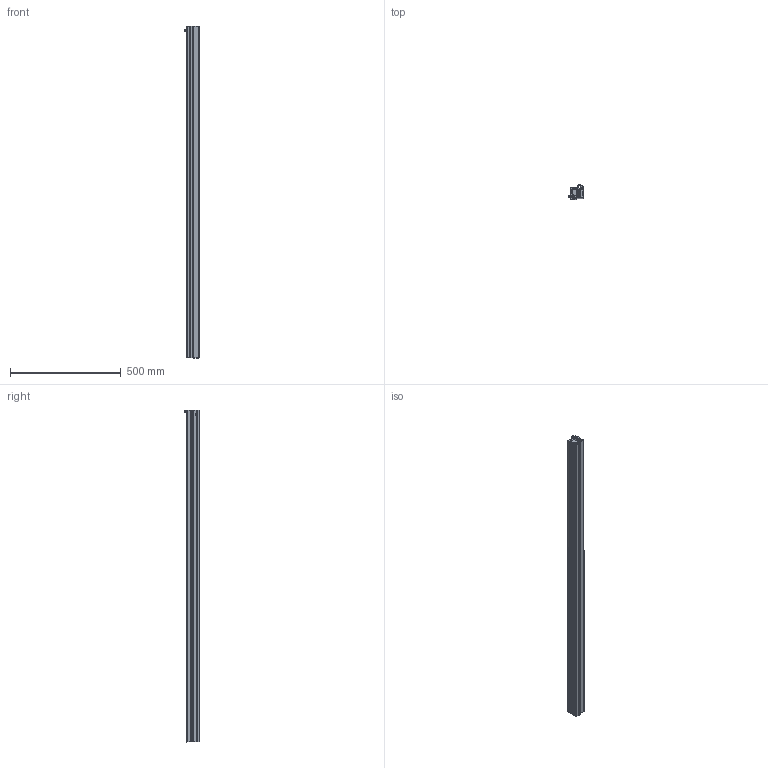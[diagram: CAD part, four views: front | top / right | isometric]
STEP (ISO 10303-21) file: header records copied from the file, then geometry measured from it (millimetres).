
FILE_DESCRIPTION (( 'STEP AP214' ), '1' );
FILE_NAME ('9000.1500-GA.0000.li_closed.STEP', '2023-03-13T18:12:40', ( '' ), ( '' ), 'SwSTEP 2.0', 'SolidWorks 2020', '' );
FILE_SCHEMA (( 'AUTOMOTIVE_DESIGN' ));
Length unit declared in the file: millimetre
Products named in the file (16): 9000.XXX-01.0000.li_NL 1500; AG-025; DIN7984_M 6 x 20 - D79840005; N61-157_N61-157 mit Schrauben; N61-098_mit Bohrungen; 9000.XXX-03.0000.li_NL 1500; N61-158_P001; 9000.1500-GA.0000.li_closed; N61-150; N61-181_N61-181 + M6x20 DIN7984; KR-081_KR-081 (Rolle mit SPAG); DIN557_M 6 - D05570001; N61-155_N61-155 mit Schrauben; KR-081_KR-081
Assembly tree (23 placements, depth 5):
  9000.1500-GA.0000.li_closed
    9000.XXX-01.0000.li_NL 1500
      9000.XXX-01.0000.li_NL 1500
      N61-157_N61-157 mit Schrauben
        N61-098_mit Bohrungen
        KR-081_KR-081 (Rolle mit SPAG)
          KR-081_KR-081
          N61-150
        DIN7984_M 6 x 20 - D79840005  x2
      N61-181_N61-181 + M6x20 DIN7984  x2
        AG-025
        N61-158_P001
        DIN7984_M 6 x 20 - D79840005
      DIN557_M 6 - D05570001
    9000.XXX-03.0000.li_NL 1500
      9000.XXX-03.0000.li_NL 1500
      N61-155_N61-155 mit Schrauben
        N61-098_mit Bohrungen
        KR-081_KR-081 (Rolle mit SPAG)
          KR-081_KR-081
          N61-150
        DIN7984_M 6 x 20 - D79840005  x2
      DIN557_M 6 - D05570001
Bounding box: 64 x 68.32 x 1498.04 mm (x, y, z)
Volume: 2077606.4 mm3; surface area: 780114.2 mm2
Topology: 20 solids, 20 shells, 1385 faces, 3419 edges, 2114 vertices
Faces by surface type: plane 480, torus 388, cone 256, cylinder 211, bspline 50
Entity records: 23441 total; most frequent: CARTESIAN_POINT 5236, DIRECTION 4029, ORIENTED_EDGE 3608, EDGE_CURVE 1804, AXIS2_PLACEMENT_3D 1643, VERTEX_POINT 1126, CIRCLE 927, EDGE_LOOP 754
